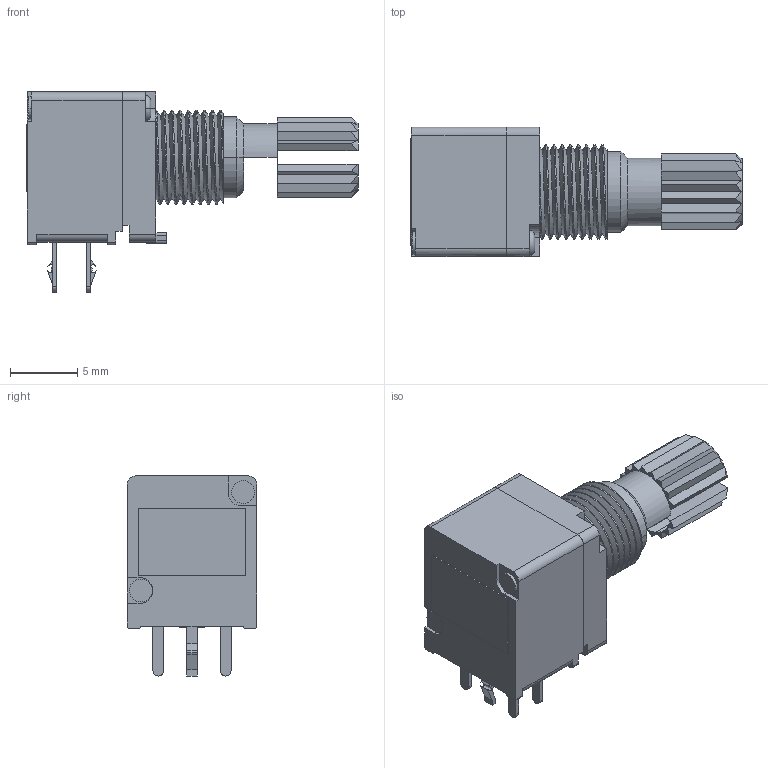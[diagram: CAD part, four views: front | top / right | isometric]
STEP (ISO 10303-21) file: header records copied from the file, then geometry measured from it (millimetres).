
FILE_DESCRIPTION(('FreeCAD Model'),'2;1');
FILE_NAME('Open CASCADE Shape Model','2021-07-15T21:46:18',( 'kicad StepUp'),('ksu MCAD'),'Open CASCADE STEP processor 7.5', 'FreeCAD','Unknown');
FILE_SCHEMA(('AUTOMOTIVE_DESIGN { 1 0 10303 214 1 1 1 1 }'));
Length unit declared in the file: millimetre
Products named in the file (1): ptd902_xx15k_xxxx_cp
Bounding box: 24.65 x 9.6 x 14.85 mm (x, y, z)
Volume: 758.3 mm3; surface area: 1349.6 mm2
Topology: 3 solids, 4 shells, 217 faces, 586 edges, 387 vertices
Faces by surface type: plane 140, cylinder 56, bspline 8, torus 8, cone 4, extrusion 1
Full cylindrical faces by diameter (mm): 5 x1
Entity records: 10291 total; most frequent: CARTESIAN_POINT 3562, ORIENTED_EDGE 1146, DIRECTION 999, EDGE_CURVE 573, VERTEX_POINT 383, VECTOR 365, LINE 364, AXIS2_PLACEMENT_3D 317
